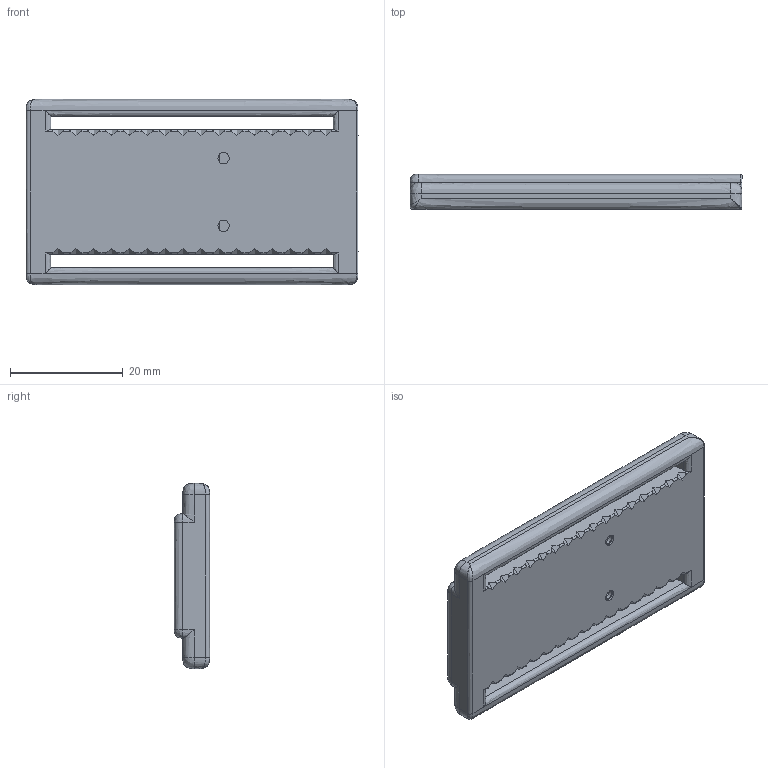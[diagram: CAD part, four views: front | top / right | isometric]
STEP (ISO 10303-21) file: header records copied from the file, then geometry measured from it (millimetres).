
FILE_DESCRIPTION (( 'STEP AP214' ), '1' );
FILE_NAME ('FuiminiCase.STEP', '2024-11-03T23:08:15', ( '' ), ( '' ), 'SwSTEP 2.0', 'SolidWorks 2024', '' );
FILE_SCHEMA (( 'AUTOMOTIVE_DESIGN' ));
Length unit declared in the file: millimetre
Products named in the file (1): FuiminiCase
Bounding box: 58.8 x 6.24 x 32.8 mm (x, y, z)
Volume: 4400.1 mm3; surface area: 10295.2 mm2
Topology: 2 solids, 2 shells, 333 faces, 952 edges, 616 vertices
Faces by surface type: plane 221, cylinder 76, bspline 36
Entity records: 14396 total; most frequent: CARTESIAN_POINT 6594, ORIENTED_EDGE 1896, DIRECTION 1224, EDGE_CURVE 948, VERTEX_POINT 616, VECTOR 592, LINE 592, EDGE_LOOP 342
